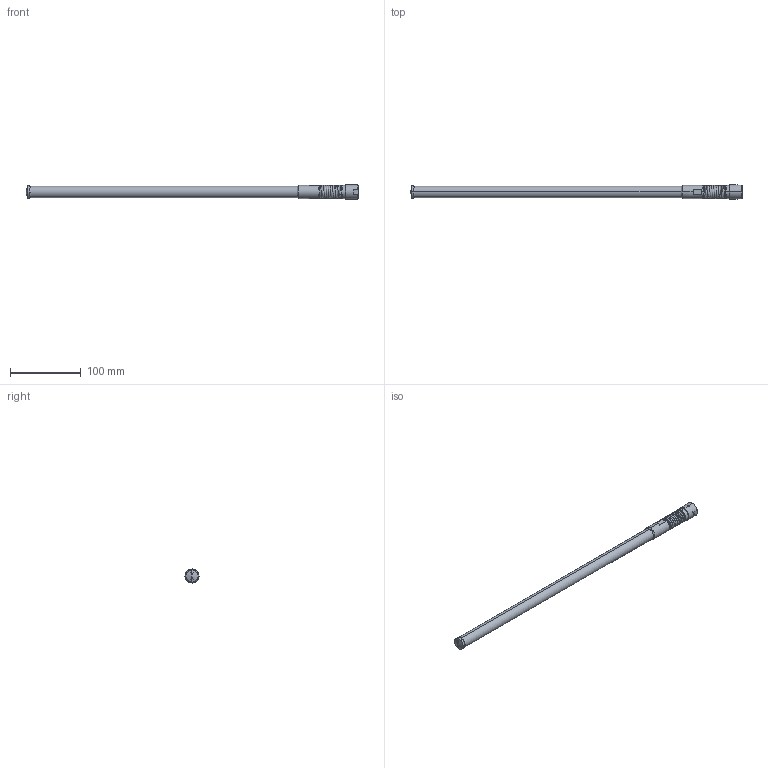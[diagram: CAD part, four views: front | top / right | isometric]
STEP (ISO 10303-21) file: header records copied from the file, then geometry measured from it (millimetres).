
FILE_DESCRIPTION (( 'STEP AP214' ), '1' );
FILE_NAME ('FM51OM1025_3D.step', '2022-12-30T19:17:32', ( '' ), ( '' ), 'SwSTEP 2.0', 'SolidWorks 2022', '' );
FILE_SCHEMA (( 'AUTOMOTIVE_DESIGN' ));
Length unit declared in the file: inch
Products named in the file (3): Copy of HG2408UR-NM_SPRINGCOIL^FM51OM1025; Copy of HG2408UR-NM_ANTENNA^FM51OM1025; FM51OM1025_3D
Assembly tree (2 placements, depth 2):
  FM51OM1025_3D
    Copy of HG2408UR-NM_SPRINGCOIL^FM51OM1025
    Copy of HG2408UR-NM_ANTENNA^FM51OM1025
Bounding box: 468.41 x 19.81 x 19.81 mm (x, y, z)
Volume: 94201 mm3; surface area: 29968.6 mm2
Topology: 3 solids, 3 shells, 88 faces, 184 edges, 107 vertices
Faces by surface type: cone 37, cylinder 26, plane 21, bspline 2, sphere 2
Entity records: 18029 total; most frequent: CARTESIAN_POINT 14934, DIRECTION 447, ORIENTED_EDGE 364, AXIS2_PLACEMENT_3D 184, EDGE_CURVE 182, VERTEX_POINT 107, EDGE_LOOP 95, CIRCLE 93
